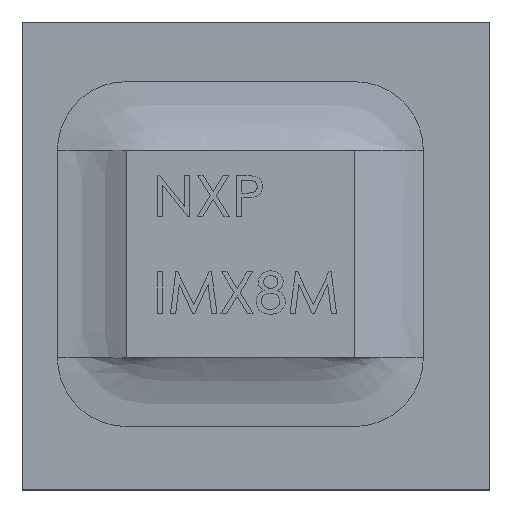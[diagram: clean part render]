
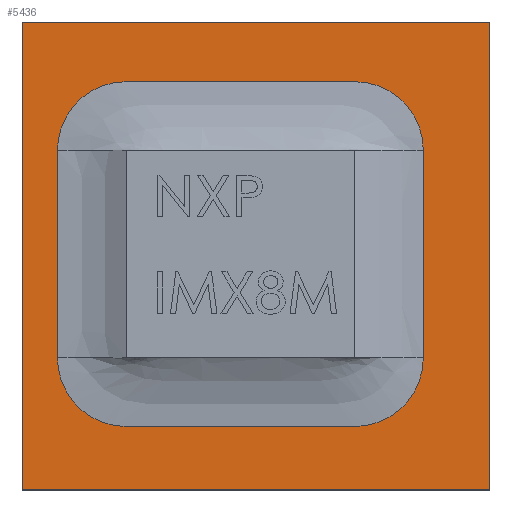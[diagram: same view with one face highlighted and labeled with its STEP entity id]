
A CAD part, top view. The second image highlights one B-rep face of the part: STEP entity #5436.
In plain terms, the highlighted planar face has unit normal (0, 0, 1).
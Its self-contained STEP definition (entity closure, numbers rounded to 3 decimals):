
#271 = CARTESIAN_POINT ( 'NONE',  ( 0., 0., 0.88 ) ) ;
#294 = VERTEX_POINT ( 'NONE', #19790 ) ;
#449 = CARTESIAN_POINT ( 'NONE',  ( 6.08, -3.695, 0.88 ) ) ;
#477 = DIRECTION ( 'NONE',  ( 0., 0., -1. ) ) ;
#765 = VERTEX_POINT ( 'NONE', #11204 ) ;
#950 = CARTESIAN_POINT ( 'NONE',  ( 8.5, -8.5, 0.88 ) ) ;
#1371 = EDGE_CURVE ( 'NONE', #4461, #19377, #19020, .T. ) ;
#1492 = ORIENTED_EDGE ( 'NONE', *, *, #11151, .T. ) ;
#1520 = LINE ( 'NONE', #11996, #16179 ) ;
#1864 = FACE_BOUND ( 'NONE', #15409, .T. ) ;
#1921 = EDGE_LOOP ( 'NONE', ( #21447, #1492, #18729, #19173 ) ) ;
#2331 = CIRCLE ( 'NONE', #7789, 2.5 ) ;
#2342 = VERTEX_POINT ( 'NONE', #9896 ) ;
#2783 = CARTESIAN_POINT ( 'NONE',  ( -8.5, 8.5, 0.88 ) ) ;
#2979 = LINE ( 'NONE', #8666, #19945 ) ;
#3117 = DIRECTION ( 'NONE',  ( -1., 0., 0. ) ) ;
#3608 = VECTOR ( 'NONE', #12933, 1000. ) ;
#3780 = AXIS2_PLACEMENT_3D ( 'NONE', #8580, #9818, #3117 ) ;
#3839 = DIRECTION ( 'NONE',  ( 0., 0., 1. ) ) ;
#3995 = VECTOR ( 'NONE', #10288, 1000. ) ;
#4268 = EDGE_CURVE ( 'NONE', #2342, #22097, #7715, .T. ) ;
#4461 = VERTEX_POINT ( 'NONE', #19317 ) ;
#4472 = VERTEX_POINT ( 'NONE', #17355 ) ;
#4520 = EDGE_CURVE ( 'NONE', #22097, #4472, #10487, .T. ) ;
#5281 = AXIS2_PLACEMENT_3D ( 'NONE', #13195, #12183, #19127 ) ;
#5375 = VERTEX_POINT ( 'NONE', #950 ) ;
#5381 = LINE ( 'NONE', #449, #8002 ) ;
#5436 = ADVANCED_FACE ( 'NONE', ( #1864, #17542 ), #12556, .F. ) ;
#5619 = LINE ( 'NONE', #6258, #12872 ) ;
#5751 = DIRECTION ( 'NONE',  ( 1., 0., 0. ) ) ;
#5784 = EDGE_CURVE ( 'NONE', #19377, #20281, #5381, .T. ) ;
#5939 = CARTESIAN_POINT ( 'NONE',  ( 6.08, -3.695, 0.88 ) ) ;
#6258 = CARTESIAN_POINT ( 'NONE',  ( -8.5, 8.5, 0.88 ) ) ;
#6556 = DIRECTION ( 'NONE',  ( 1., 0., 0. ) ) ;
#6624 = DIRECTION ( 'NONE',  ( -1., 0., 0. ) ) ;
#7364 = ORIENTED_EDGE ( 'NONE', *, *, #5784, .F. ) ;
#7415 = DIRECTION ( 'NONE',  ( 0., 1., 0. ) ) ;
#7715 = LINE ( 'NONE', #21587, #3608 ) ;
#7789 = AXIS2_PLACEMENT_3D ( 'NONE', #18125, #3839, #5751 ) ;
#8002 = VECTOR ( 'NONE', #7415, 1000. ) ;
#8303 = ORIENTED_EDGE ( 'NONE', *, *, #16012, .F. ) ;
#8580 = CARTESIAN_POINT ( 'NONE',  ( 3.58, -3.695, 0.88 ) ) ;
#8666 = CARTESIAN_POINT ( 'NONE',  ( 3.579, 6.334, 0.88 ) ) ;
#9242 = LINE ( 'NONE', #14444, #3995 ) ;
#9619 = CARTESIAN_POINT ( 'NONE',  ( 6.08, 3.834, 0.88 ) ) ;
#9818 = DIRECTION ( 'NONE',  ( 0., 0., 1. ) ) ;
#9896 = CARTESIAN_POINT ( 'NONE',  ( -7.215, 3.834, 0.88 ) ) ;
#10173 = DIRECTION ( 'NONE',  ( 0., -1., 0. ) ) ;
#10288 = DIRECTION ( 'NONE',  ( 1., 0., 0. ) ) ;
#10487 = CIRCLE ( 'NONE', #18087, 2.5 ) ;
#10757 = EDGE_CURVE ( 'NONE', #20281, #19459, #2331, .T. ) ;
#11151 = EDGE_CURVE ( 'NONE', #20135, #20989, #5619, .T. ) ;
#11204 = CARTESIAN_POINT ( 'NONE',  ( -4.715, 6.334, 0.88 ) ) ;
#11996 = CARTESIAN_POINT ( 'NONE',  ( -8.5, -8.5, 0.88 ) ) ;
#12183 = DIRECTION ( 'NONE',  ( 0., 0., 1. ) ) ;
#12429 = DIRECTION ( 'NONE',  ( 0., -1., 0. ) ) ;
#12556 = PLANE ( 'NONE',  #13065 ) ;
#12706 = ORIENTED_EDGE ( 'NONE', *, *, #15681, .F. ) ;
#12872 = VECTOR ( 'NONE', #12429, 1000. ) ;
#12894 = LINE ( 'NONE', #2783, #20957 ) ;
#12933 = DIRECTION ( 'NONE',  ( 0., -1., 0. ) ) ;
#12985 = ORIENTED_EDGE ( 'NONE', *, *, #19424, .F. ) ;
#13065 = AXIS2_PLACEMENT_3D ( 'NONE', #271, #477, #14228 ) ;
#13195 = CARTESIAN_POINT ( 'NONE',  ( -4.715, 3.834, 0.88 ) ) ;
#13714 = CARTESIAN_POINT ( 'NONE',  ( -8.5, 8.5, 0.88 ) ) ;
#13852 = ORIENTED_EDGE ( 'NONE', *, *, #4520, .F. ) ;
#14228 = DIRECTION ( 'NONE',  ( -1., 0., 0. ) ) ;
#14444 = CARTESIAN_POINT ( 'NONE',  ( -4.714, -6.195, 0.88 ) ) ;
#15074 = ORIENTED_EDGE ( 'NONE', *, *, #4268, .F. ) ;
#15409 = EDGE_LOOP ( 'NONE', ( #7364, #17160, #12706, #13852, #15074, #12985, #8303, #20263 ) ) ;
#15681 = EDGE_CURVE ( 'NONE', #4472, #4461, #9242, .T. ) ;
#15914 = CARTESIAN_POINT ( 'NONE',  ( 3.58, 6.334, 0.88 ) ) ;
#16012 = EDGE_CURVE ( 'NONE', #19459, #765, #2979, .T. ) ;
#16179 = VECTOR ( 'NONE', #6556, 1000. ) ;
#16288 = DIRECTION ( 'NONE',  ( 1., 0., 0. ) ) ;
#17160 = ORIENTED_EDGE ( 'NONE', *, *, #1371, .F. ) ;
#17355 = CARTESIAN_POINT ( 'NONE',  ( -4.715, -6.195, 0.88 ) ) ;
#17542 = FACE_OUTER_BOUND ( 'NONE', #1921, .T. ) ;
#17595 = CIRCLE ( 'NONE', #5281, 2.5 ) ;
#18087 = AXIS2_PLACEMENT_3D ( 'NONE', #21006, #19442, #20670 ) ;
#18125 = CARTESIAN_POINT ( 'NONE',  ( 3.58, 3.834, 0.88 ) ) ;
#18729 = ORIENTED_EDGE ( 'NONE', *, *, #20644, .T. ) ;
#18823 = LINE ( 'NONE', #22012, #22020 ) ;
#19020 = CIRCLE ( 'NONE', #3780, 2.5 ) ;
#19127 = DIRECTION ( 'NONE',  ( -1., 0., 0. ) ) ;
#19173 = ORIENTED_EDGE ( 'NONE', *, *, #20641, .F. ) ;
#19300 = CARTESIAN_POINT ( 'NONE',  ( -7.214, -3.695, 0.88 ) ) ;
#19317 = CARTESIAN_POINT ( 'NONE',  ( 3.579, -6.195, 0.88 ) ) ;
#19377 = VERTEX_POINT ( 'NONE', #5939 ) ;
#19424 = EDGE_CURVE ( 'NONE', #765, #2342, #17595, .T. ) ;
#19442 = DIRECTION ( 'NONE',  ( 0., 0., 1. ) ) ;
#19459 = VERTEX_POINT ( 'NONE', #15914 ) ;
#19790 = CARTESIAN_POINT ( 'NONE',  ( 8.5, 8.5, 0.88 ) ) ;
#19945 = VECTOR ( 'NONE', #6624, 1000. ) ;
#20135 = VERTEX_POINT ( 'NONE', #13714 ) ;
#20263 = ORIENTED_EDGE ( 'NONE', *, *, #10757, .F. ) ;
#20281 = VERTEX_POINT ( 'NONE', #9619 ) ;
#20641 = EDGE_CURVE ( 'NONE', #294, #5375, #18823, .T. ) ;
#20644 = EDGE_CURVE ( 'NONE', #20989, #5375, #1520, .T. ) ;
#20670 = DIRECTION ( 'NONE',  ( -1., 0., 0. ) ) ;
#20957 = VECTOR ( 'NONE', #16288, 1000. ) ;
#20989 = VERTEX_POINT ( 'NONE', #22098 ) ;
#21006 = CARTESIAN_POINT ( 'NONE',  ( -4.715, -3.695, 0.88 ) ) ;
#21353 = EDGE_CURVE ( 'NONE', #20135, #294, #12894, .T. ) ;
#21447 = ORIENTED_EDGE ( 'NONE', *, *, #21353, .F. ) ;
#21587 = CARTESIAN_POINT ( 'NONE',  ( -7.215, 3.834, 0.88 ) ) ;
#22012 = CARTESIAN_POINT ( 'NONE',  ( 8.5, 8.5, 0.88 ) ) ;
#22020 = VECTOR ( 'NONE', #10173, 1000. ) ;
#22097 = VERTEX_POINT ( 'NONE', #19300 ) ;
#22098 = CARTESIAN_POINT ( 'NONE',  ( -8.5, -8.5, 0.88 ) ) ;
